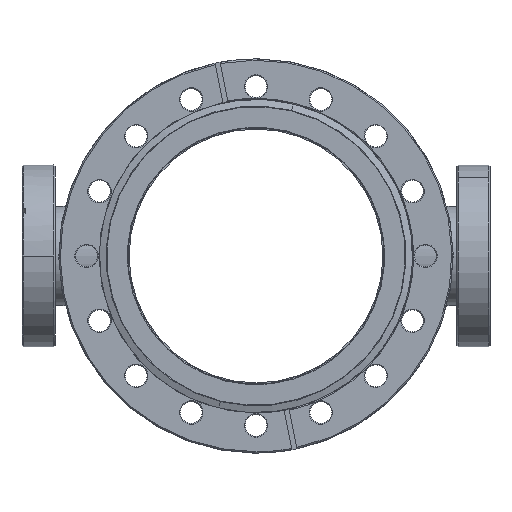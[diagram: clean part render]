
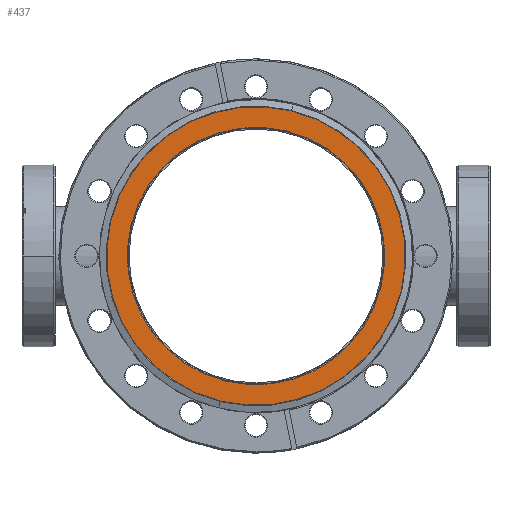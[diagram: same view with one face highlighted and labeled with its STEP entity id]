
A CAD part, left-side view. The second image highlights one B-rep face of the part: STEP entity #437.
In plain terms, the highlighted face is planar.
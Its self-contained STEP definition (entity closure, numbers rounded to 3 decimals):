
#31 = AXIS2_PLACEMENT_3D ( 'NONE', #6838, #2581, #10173 ) ;
#78 = VERTEX_POINT ( 'NONE', #8226 ) ;
#204 = FACE_OUTER_BOUND ( 'NONE', #3736, .T. ) ;
#437 = ADVANCED_FACE ( 'NONE', ( #2750, #204 ), #5798, .T. ) ;
#829 = EDGE_CURVE ( 'NONE', #78, #1473, #2901, .T. ) ;
#1473 = VERTEX_POINT ( 'NONE', #8242 ) ;
#1588 = CARTESIAN_POINT ( 'NONE',  ( 0., 13.1, 0. ) ) ;
#1977 = CARTESIAN_POINT ( 'NONE',  ( 0., 13.1, 0. ) ) ;
#2042 = CIRCLE ( 'NONE', #5101, 49.5 ) ;
#2256 = CARTESIAN_POINT ( 'NONE',  ( 0., 13.1, 0. ) ) ;
#2384 = AXIS2_PLACEMENT_3D ( 'NONE', #2256, #9832, #3342 ) ;
#2581 = DIRECTION ( 'NONE',  ( 0., 1., 0. ) ) ;
#2674 = DIRECTION ( 'NONE',  ( 0., 0., 1. ) ) ;
#2750 = FACE_BOUND ( 'NONE', #7392, .T. ) ;
#2901 = CIRCLE ( 'NONE', #2384, 49.5 ) ;
#3086 = DIRECTION ( 'NONE',  ( 0., 0., 1. ) ) ;
#3252 = EDGE_CURVE ( 'NONE', #10702, #9383, #6527, .T. ) ;
#3314 = ORIENTED_EDGE ( 'NONE', *, *, #829, .T. ) ;
#3342 = DIRECTION ( 'NONE',  ( 0., 0., 1. ) ) ;
#3736 = EDGE_LOOP ( 'NONE', ( #6034, #8062 ) ) ;
#4081 = CARTESIAN_POINT ( 'NONE',  ( 0., 13.1, -57.432 ) ) ;
#5101 = AXIS2_PLACEMENT_3D ( 'NONE', #1588, #9169, #2674 ) ;
#5493 = CARTESIAN_POINT ( 'NONE',  ( 0., 13.1, 0. ) ) ;
#5798 = PLANE ( 'NONE',  #31 ) ;
#6034 = ORIENTED_EDGE ( 'NONE', *, *, #3252, .T. ) ;
#6527 = CIRCLE ( 'NONE', #11466, 57.432 ) ;
#6580 = DIRECTION ( 'NONE',  ( 0., 0., 1. ) ) ;
#6838 = CARTESIAN_POINT ( 'NONE',  ( -57.432, 13.1, 0. ) ) ;
#6884 = ORIENTED_EDGE ( 'NONE', *, *, #12113, .T. ) ;
#7392 = EDGE_LOOP ( 'NONE', ( #3314, #6884 ) ) ;
#8062 = ORIENTED_EDGE ( 'NONE', *, *, #11800, .T. ) ;
#8226 = CARTESIAN_POINT ( 'NONE',  ( 0., 13.1, 49.5 ) ) ;
#8242 = CARTESIAN_POINT ( 'NONE',  ( 0., 13.1, -49.5 ) ) ;
#9169 = DIRECTION ( 'NONE',  ( 0., -1., 0. ) ) ;
#9383 = VERTEX_POINT ( 'NONE', #4081 ) ;
#9550 = CARTESIAN_POINT ( 'NONE',  ( 0., 13.1, 57.432 ) ) ;
#9565 = DIRECTION ( 'NONE',  ( 0., 1., 0. ) ) ;
#9832 = DIRECTION ( 'NONE',  ( 0., -1., 0. ) ) ;
#10173 = DIRECTION ( 'NONE',  ( 0., 0., 1. ) ) ;
#10702 = VERTEX_POINT ( 'NONE', #9550 ) ;
#11466 = AXIS2_PLACEMENT_3D ( 'NONE', #5493, #13081, #6580 ) ;
#11800 = EDGE_CURVE ( 'NONE', #9383, #10702, #12549, .T. ) ;
#12113 = EDGE_CURVE ( 'NONE', #1473, #78, #2042, .T. ) ;
#12144 = AXIS2_PLACEMENT_3D ( 'NONE', #1977, #9565, #3086 ) ;
#12549 = CIRCLE ( 'NONE', #12144, 57.432 ) ;
#13081 = DIRECTION ( 'NONE',  ( 0., 1., 0. ) ) ;
